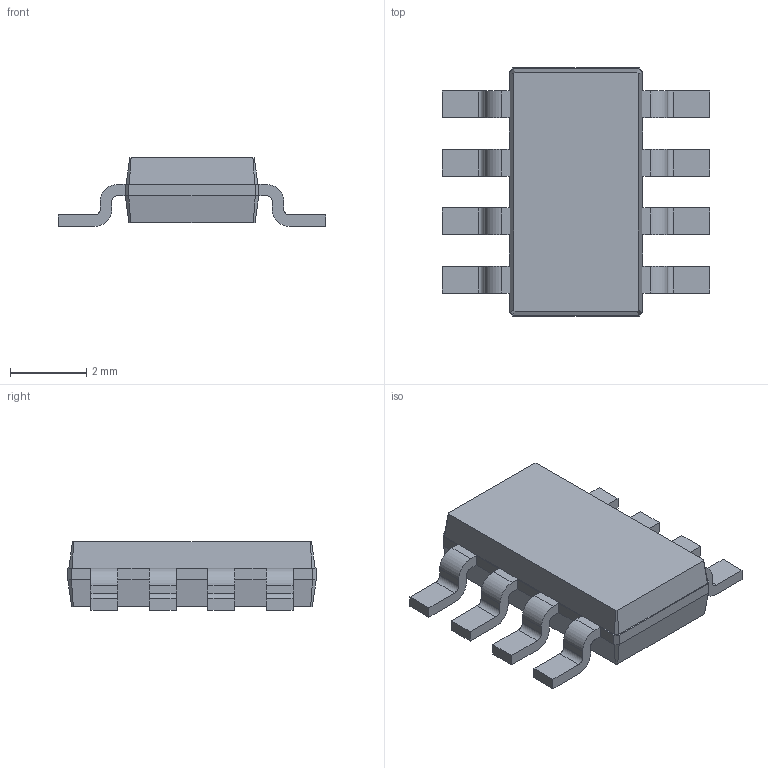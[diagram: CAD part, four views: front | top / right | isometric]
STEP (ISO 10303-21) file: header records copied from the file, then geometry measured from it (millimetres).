
FILE_DESCRIPTION(/* description */ ('model of SOT-223-8'),/* implementation_level */ '2;1');
FILE_NAME(/* name */ 'SOT-223-8.step',/* time_stamp */ '2017-12-18T01:05:06',/* author */ ('kicad StepUp','ksu'),/* organization */ ('FreeCAD'),/* preprocessor_version */ 'OCC',/* originating_system */ 'kicad StepUp',/* authorisation */ '');
FILE_SCHEMA(('AUTOMOTIVE_DESIGN { 1 0 10303 214 1 1 1 1 }'));
Length unit declared in the file: millimetre
Products named in the file (1): SOT_223_8
Bounding box: 7 x 6.5 x 1.8 mm (x, y, z)
Volume: 40.8 mm3; surface area: 111.6 mm2
Topology: 1 solids, 1 shells, 154 faces, 400 edges, 248 vertices
Faces by surface type: plane 90, bspline 32, cylinder 32
Entity records: 3003 total; most frequent: ORIENTED_EDGE 696, EDGE_CURVE 400, CARTESIAN_POINT 329, VERTEX_POINT 248, LINE 248, AXIS2_PLACEMENT_3D 163, ADVANCED_FACE 154, FACE_BOUND 154
